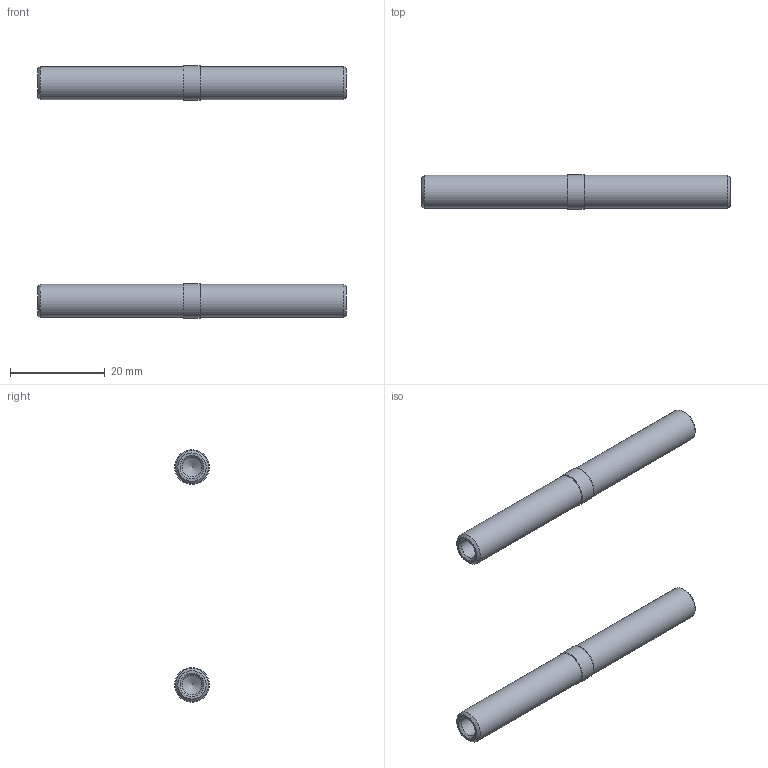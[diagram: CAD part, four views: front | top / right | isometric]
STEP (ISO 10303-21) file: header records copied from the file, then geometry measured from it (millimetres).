
FILE_DESCRIPTION(/* description */ ('STEP AP214'),/* implementation_level */ '2;1');
FILE_NAME(/* name */ '546494_LF_LOE-D-MAXI',/* time_stamp */ '2024-08-29T20:51:34+02:00',/* author */ ('License CC BY-ND 4.0'),/* organization */ ('CADENAS'),/* preprocessor_version */ 'ST-DEVELOPER v19.3',/* originating_system */ 'PARTsolutions',/* authorisation */ ' ');
FILE_SCHEMA (('AUTOMOTIVE_DESIGN {1 0 10303 214 3 1 1}'));
Length unit declared in the file: millimetre
Products named in the file (2): 546494 LF/LOE-D-MAXI; 373059 LF-D-MAXI
Assembly tree (2 placements, depth 2):
  546494 LF/LOE-D-MAXI
    373059 LF-D-MAXI  x2
Bounding box: 65.2 x 7.3 x 53.3 mm (x, y, z)
Volume: 4253.3 mm3; surface area: 3738 mm2
Topology: 2 solids, 2 shells, 30 faces, 56 edges, 34 vertices
Faces by surface type: cone 12, cylinder 10, plane 8
Full cylindrical faces by diameter (mm): 4.134 x4, 7 x4, 7.3 x2
Entity records: 359 total; most frequent: DIRECTION 64, CARTESIAN_POINT 48, AXIS2_PLACEMENT_3D 32, FACE_BOUND 30, ORIENTED_EDGE 28, EDGE_LOOP 28, VERTEX_POINT 16, ADVANCED_FACE 15
